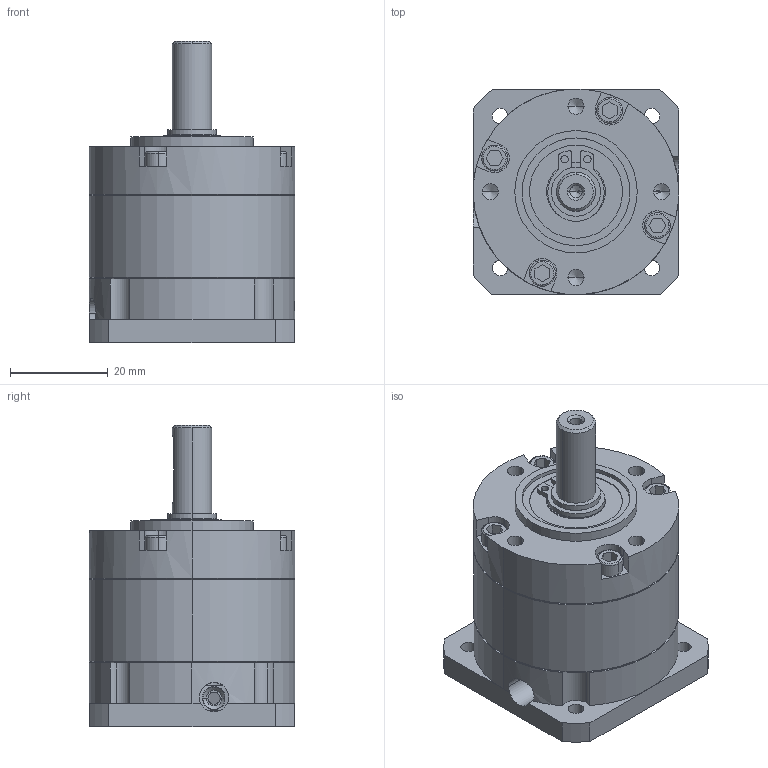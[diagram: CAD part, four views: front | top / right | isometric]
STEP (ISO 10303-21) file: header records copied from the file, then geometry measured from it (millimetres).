
FILE_DESCRIPTION(('Open CASCADE Model'),'2;1');
FILE_NAME('Open CASCADE Shape Model','2023-08-02T22:14:10',('Author'),( 'Open CASCADE'),'Open CASCADE STEP processor 7.7','Open CASCADE 7.7' ,'Unknown');
FILE_SCHEMA(('AUTOMOTIVE_DESIGN { 1 0 10303 214 1 1 1 1 }'));
Length unit declared in the file: millimetre
Products named in the file (8): Open CASCADE STEP translator 7.7 1; Open CASCADE STEP translator 7.7 1.1; Open CASCADE STEP translator 7.7 1.1.1; Open CASCADE STEP translator 7.7 1.1.2; Open CASCADE STEP translator 7.7 1.1.3; Open CASCADE STEP translator 7.7 1.1.4; Open CASCADE STEP translator 7.7 1.1.5; Open CASCADE STEP translator 7.7 1.1.6
Assembly tree (14 placements, depth 3):
  Open CASCADE STEP translator 7.7 1
    Open CASCADE STEP translator 7.7 1.1
      Open CASCADE STEP translator 7.7 1.1.1
      Open CASCADE STEP translator 7.7 1.1.2
      Open CASCADE STEP translator 7.7 1.1.3
      Open CASCADE STEP translator 7.7 1.1.4
      Open CASCADE STEP translator 7.7 1.1.5
      Open CASCADE STEP translator 7.7 1.1.6  x8
Bounding box: 42 x 42 x 61.5 mm (x, y, z)
Volume: 55698.7 mm3; surface area: 18870.7 mm2
Topology: 13 solids, 13 shells, 336 faces, 817 edges, 526 vertices
Faces by surface type: cylinder 153, plane 144, cone 22, bspline 17
Entity records: 8093 total; most frequent: CARTESIAN_POINT 1785, DIRECTION 1394, ORIENTED_EDGE 1222, EDGE_CURVE 611, AXIS2_PLACEMENT_3D 559, VERTEX_POINT 400, CIRCLE 302, FACE_BOUND 301
